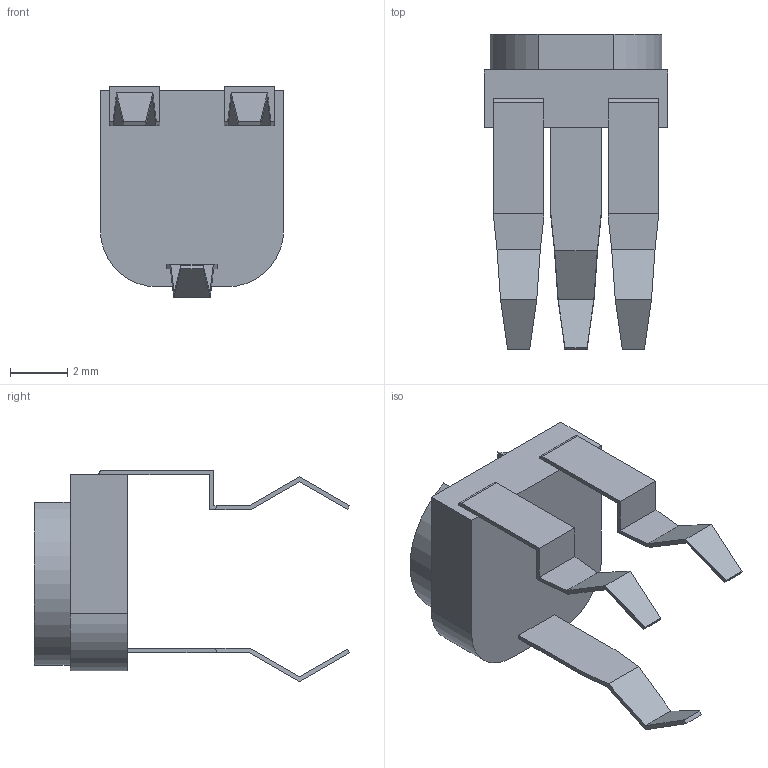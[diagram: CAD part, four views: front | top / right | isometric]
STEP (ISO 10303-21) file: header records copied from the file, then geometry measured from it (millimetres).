
FILE_DESCRIPTION (( 'STEP AP214' ), '1' );
FILE_NAME ('VR RM065.STEP', '2021-10-19T09:12:48', ( '' ), ( '' ), 'SwSTEP 2.0', 'SolidWorks 2018', '' );
FILE_SCHEMA (( 'AUTOMOTIVE_DESIGN' ));
Length unit declared in the file: millimetre
Products named in the file (2): VR RM065
Bounding box: 6.4 x 11 x 7.38 mm (x, y, z)
Volume: 117.1 mm3; surface area: 278.8 mm2
Topology: 4 solids, 4 shells, 79 faces, 205 edges, 136 vertices
Faces by surface type: plane 70, cylinder 8, cone 1
Entity records: 3327 total; most frequent: CARTESIAN_POINT 428, ORIENTED_EDGE 410, DIRECTION 382, EDGE_CURVE 205, LINE 186, VECTOR 186, VERTEX_POINT 136, AXIS2_PLACEMENT_3D 98
